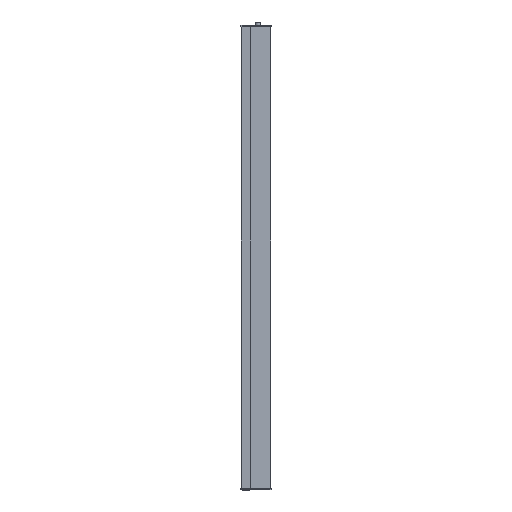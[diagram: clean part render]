
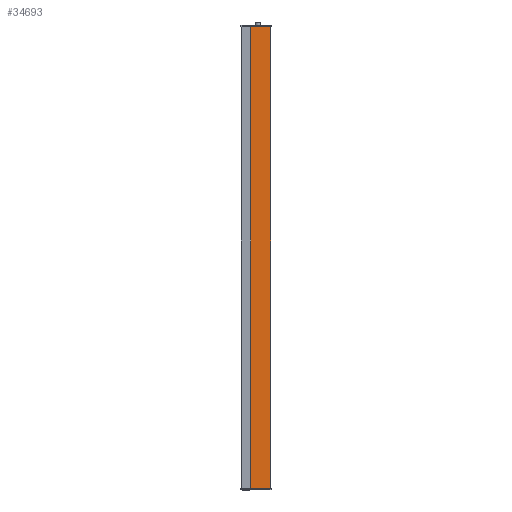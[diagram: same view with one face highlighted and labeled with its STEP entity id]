
A CAD part, left-side view. The second image highlights one B-rep face of the part: STEP entity #34693.
In plain terms, the highlighted planar face has unit normal (-1, 0, 0).
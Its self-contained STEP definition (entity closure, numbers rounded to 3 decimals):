
#115 = FACE_OUTER_BOUND ( 'NONE', #21225, .T. ) ;
#1051 = ORIENTED_EDGE ( 'NONE', *, *, #47259, .F. ) ;
#1901 = CARTESIAN_POINT ( 'NONE',  ( -8.25, 30.842, -354.5 ) ) ;
#4687 = CARTESIAN_POINT ( 'NONE',  ( -8.25, 0.3, 354.5 ) ) ;
#4860 = DIRECTION ( 'NONE',  ( 0., -1., 0. ) ) ;
#4928 = VERTEX_POINT ( 'NONE', #20947 ) ;
#4994 = DIRECTION ( 'NONE',  ( 0., 0., -1. ) ) ;
#5142 = CARTESIAN_POINT ( 'NONE',  ( -8.25, 0.3, -354.5 ) ) ;
#7485 = CARTESIAN_POINT ( 'NONE',  ( -8.25, 0.3, 354.5 ) ) ;
#9081 = EDGE_CURVE ( 'NONE', #22520, #54181, #43769, .T. ) ;
#13521 = ORIENTED_EDGE ( 'NONE', *, *, #9081, .F. ) ;
#13584 = ORIENTED_EDGE ( 'NONE', *, *, #28496, .T. ) ;
#15344 = VERTEX_POINT ( 'NONE', #1901 ) ;
#19513 = LINE ( 'NONE', #23742, #44436 ) ;
#20330 = VECTOR ( 'NONE', #25802, 1000. ) ;
#20420 = DIRECTION ( 'NONE',  ( 0., -1., 0. ) ) ;
#20947 = CARTESIAN_POINT ( 'NONE',  ( -8.25, 30.842, 354.5 ) ) ;
#21225 = EDGE_LOOP ( 'NONE', ( #13584, #13521, #1051, #22396 ) ) ;
#22396 = ORIENTED_EDGE ( 'NONE', *, *, #53910, .T. ) ;
#22520 = VERTEX_POINT ( 'NONE', #40727 ) ;
#23742 = CARTESIAN_POINT ( 'NONE',  ( -8.25, 30.842, 354.5 ) ) ;
#25094 = CARTESIAN_POINT ( 'NONE',  ( -8.25, 0.3, -354.5 ) ) ;
#25272 = VECTOR ( 'NONE', #20420, 1000. ) ;
#25802 = DIRECTION ( 'NONE',  ( 0., 0., -1. ) ) ;
#28496 = EDGE_CURVE ( 'NONE', #15344, #54181, #48425, .T. ) ;
#30277 = VECTOR ( 'NONE', #4860, 1000. ) ;
#34127 = PLANE ( 'NONE',  #42390 ) ;
#34693 = ADVANCED_FACE ( 'NONE', ( #115 ), #34127, .F. ) ;
#38906 = CARTESIAN_POINT ( 'NONE',  ( -8.25, 0.3, 354.5 ) ) ;
#39186 = DIRECTION ( 'NONE',  ( 1., 0., 0. ) ) ;
#40727 = CARTESIAN_POINT ( 'NONE',  ( -8.25, 0.3, 354.5 ) ) ;
#42078 = LINE ( 'NONE', #7485, #25272 ) ;
#42390 = AXIS2_PLACEMENT_3D ( 'NONE', #38906, #39186, #55210 ) ;
#43769 = LINE ( 'NONE', #4687, #20330 ) ;
#44436 = VECTOR ( 'NONE', #4994, 1000. ) ;
#47259 = EDGE_CURVE ( 'NONE', #4928, #22520, #42078, .T. ) ;
#48425 = LINE ( 'NONE', #5142, #30277 ) ;
#53910 = EDGE_CURVE ( 'NONE', #4928, #15344, #19513, .T. ) ;
#54181 = VERTEX_POINT ( 'NONE', #25094 ) ;
#55210 = DIRECTION ( 'NONE',  ( 0., 0., -1. ) ) ;
